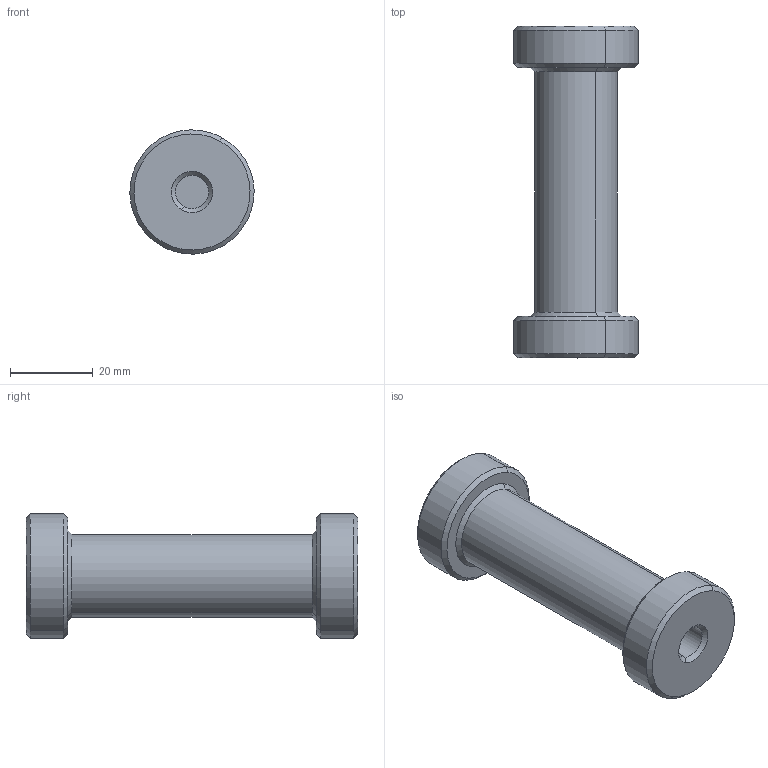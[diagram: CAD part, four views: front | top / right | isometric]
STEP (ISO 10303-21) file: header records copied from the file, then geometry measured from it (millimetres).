
FILE_DESCRIPTION(('CATIA V5 STEP Exchange'),'2;1');
FILE_NAME('rehausse ldv.stp','2023-02-02T19:47:26+00:00',('none'),('none'),'CATIA Version 5 Release 19 SP 2 (IN-10)','CATIA V5 STEP AP203','none');
FILE_SCHEMA(('CONFIG_CONTROL_DESIGN'));
Length unit declared in the file: millimetre
Products named in the file (1): Part2
Bounding box: 29.99 x 80 x 29.99 mm (x, y, z)
Volume: 30829.5 mm3; surface area: 8535.4 mm2
Topology: 1 solids, 1 shells, 32 faces, 62 edges, 36 vertices
Faces by surface type: cone 16, cylinder 10, plane 6
Entity records: 780 total; most frequent: ORIENTED_EDGE 124, CARTESIAN_POINT 123, DIRECTION 110, EDGE_CURVE 62, AXIS2_PLACEMENT_3D 61, CIRCLE 36, EDGE_LOOP 36, VERTEX_POINT 36
